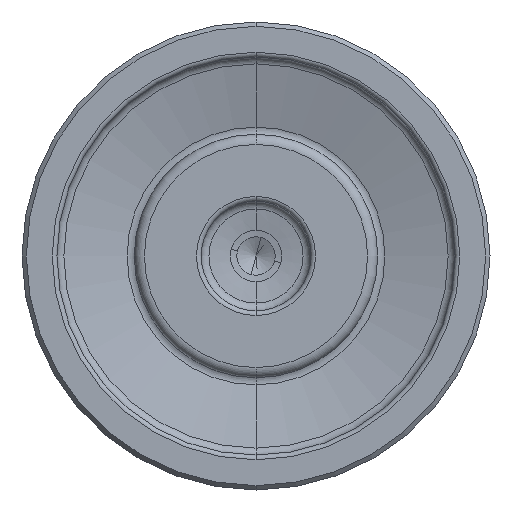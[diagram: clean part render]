
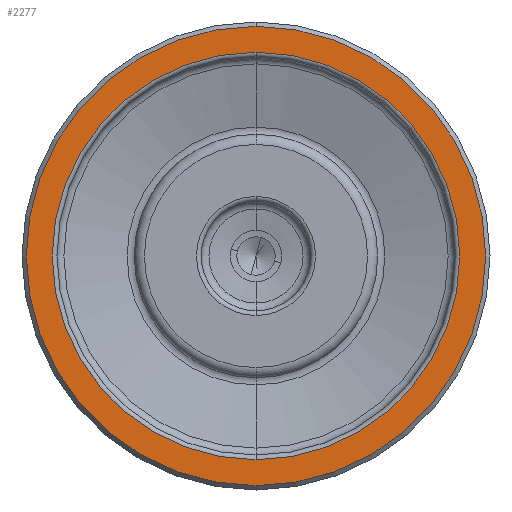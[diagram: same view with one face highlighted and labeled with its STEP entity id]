
A CAD part, front view. The second image highlights one B-rep face of the part: STEP entity #2277.
In plain terms, the highlighted planar face has unit normal (0, -1, 0).
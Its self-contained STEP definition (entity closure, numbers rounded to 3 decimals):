
#4 = VERTEX_POINT ( 'NONE', #24 ) ;
#24 = CARTESIAN_POINT ( 'NONE',  ( 0., 0.706, -21.75 ) ) ;
#114 = ORIENTED_EDGE ( 'NONE', *, *, #1986, .T. ) ;
#145 = DIRECTION ( 'NONE',  ( 0., 1., 0. ) ) ;
#197 = ORIENTED_EDGE ( 'NONE', *, *, #1690, .T. ) ;
#232 = VERTEX_POINT ( 'NONE', #1629 ) ;
#236 = DIRECTION ( 'NONE',  ( 0., -1., 0. ) ) ;
#495 = CARTESIAN_POINT ( 'NONE',  ( 0., 0.706, 0. ) ) ;
#525 = FACE_BOUND ( 'NONE', #695, .T. ) ;
#526 = EDGE_CURVE ( 'NONE', #786, #232, #655, .T. ) ;
#614 = PLANE ( 'NONE',  #1765 ) ;
#655 = CIRCLE ( 'NONE', #1077, 24.517 ) ;
#689 = DIRECTION ( 'NONE',  ( 0., 0., -1. ) ) ;
#695 = EDGE_LOOP ( 'NONE', ( #197, #114 ) ) ;
#760 = CARTESIAN_POINT ( 'NONE',  ( 0., 0.706, 0. ) ) ;
#775 = ORIENTED_EDGE ( 'NONE', *, *, #2385, .T. ) ;
#783 = VERTEX_POINT ( 'NONE', #1469 ) ;
#786 = VERTEX_POINT ( 'NONE', #1098 ) ;
#880 = CARTESIAN_POINT ( 'NONE',  ( 0., 0.706, 0. ) ) ;
#894 = ORIENTED_EDGE ( 'NONE', *, *, #526, .T. ) ;
#902 = AXIS2_PLACEMENT_3D ( 'NONE', #1301, #145, #1488 ) ;
#949 = DIRECTION ( 'NONE',  ( 0., 0., -1. ) ) ;
#975 = FACE_OUTER_BOUND ( 'NONE', #1689, .T. ) ;
#1066 = CIRCLE ( 'NONE', #902, 21.75 ) ;
#1077 = AXIS2_PLACEMENT_3D ( 'NONE', #760, #2100, #949 ) ;
#1078 = DIRECTION ( 'NONE',  ( 0., 0., -1. ) ) ;
#1098 = CARTESIAN_POINT ( 'NONE',  ( 0., 0.706, 24.517 ) ) ;
#1193 = CIRCLE ( 'NONE', #1264, 21.75 ) ;
#1264 = AXIS2_PLACEMENT_3D ( 'NONE', #880, #2216, #1078 ) ;
#1301 = CARTESIAN_POINT ( 'NONE',  ( 0., 0.706, 0. ) ) ;
#1469 = CARTESIAN_POINT ( 'NONE',  ( 0., 0.706, 21.75 ) ) ;
#1488 = DIRECTION ( 'NONE',  ( 0., 0., -1. ) ) ;
#1580 = DIRECTION ( 'NONE',  ( 0., 0., -1. ) ) ;
#1629 = CARTESIAN_POINT ( 'NONE',  ( 0., 0.706, -24.517 ) ) ;
#1689 = EDGE_LOOP ( 'NONE', ( #894, #775 ) ) ;
#1690 = EDGE_CURVE ( 'NONE', #4, #783, #1193, .T. ) ;
#1765 = AXIS2_PLACEMENT_3D ( 'NONE', #2333, #236, #1580 ) ;
#1842 = DIRECTION ( 'NONE',  ( 0., -1., 0. ) ) ;
#1986 = EDGE_CURVE ( 'NONE', #783, #4, #1066, .T. ) ;
#2008 = AXIS2_PLACEMENT_3D ( 'NONE', #495, #1842, #689 ) ;
#2100 = DIRECTION ( 'NONE',  ( 0., -1., 0. ) ) ;
#2216 = DIRECTION ( 'NONE',  ( 0., 1., 0. ) ) ;
#2277 = ADVANCED_FACE ( 'NONE', ( #975, #525 ), #614, .T. ) ;
#2320 = CIRCLE ( 'NONE', #2008, 24.517 ) ;
#2333 = CARTESIAN_POINT ( 'NONE',  ( 21.25, 0.706, 0. ) ) ;
#2385 = EDGE_CURVE ( 'NONE', #232, #786, #2320, .T. ) ;
